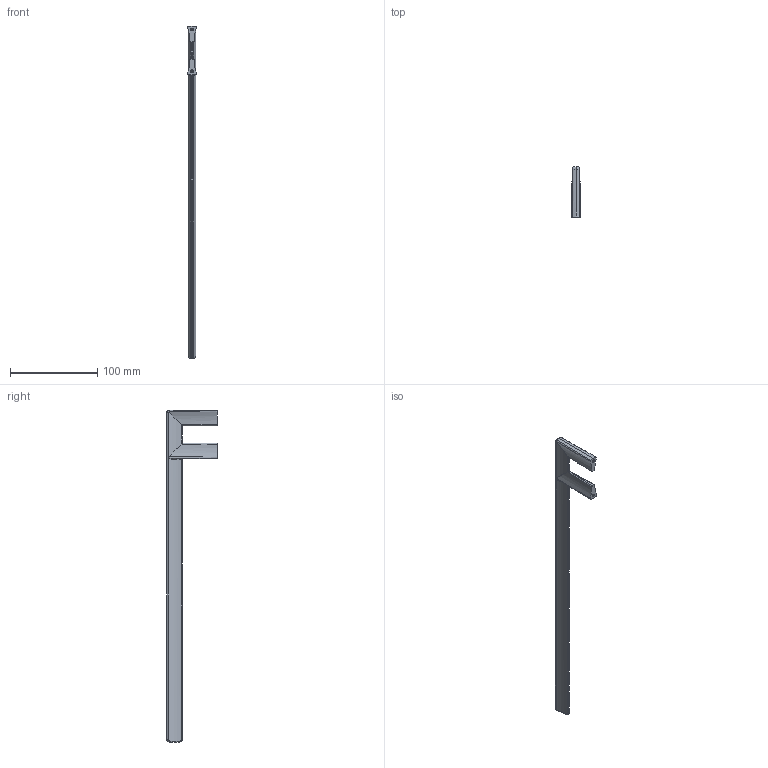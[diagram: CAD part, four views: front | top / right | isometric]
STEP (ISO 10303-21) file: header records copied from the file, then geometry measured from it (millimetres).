
FILE_DESCRIPTION(('Creo Elements/Direct Modeling STEP Export'),'2;1');
FILE_NAME('2300-380.stp','2022-05-04T10:07:21',(''),(''),'Creo Elements/Direct Modeling STEP processor for AP214 (Solid Model)','Creo Elements/Direct Modeling 20.0 12-Nov-2016 (C) Parametric Technology GmbH','');
FILE_SCHEMA(('AUTOMOTIVE_DESIGN { 1 0 10303 214 1 1 1 1 }'));
Length unit declared in the file: millimetre
Products named in the file (2): ZN-9015
Assembly tree (1 placements, depth 2):
  ZN-9015
    ZN-9015
Bounding box: 10.32 x 58 x 380.06 mm (x, y, z)
Volume: 42167.3 mm3; surface area: 21742.8 mm2
Topology: 1 solids, 1 shells, 88 faces, 213 edges, 127 vertices
Faces by surface type: bspline 52, cylinder 17, plane 9, torus 6, cone 4
Entity records: 28935 total; most frequent: CARTESIAN_POINT 27342, ORIENTED_EDGE 418, EDGE_CURVE 209, DIRECTION 159, VERTEX_POINT 127, B_SPLINE_CURVE_WITH_KNOTS 106, EDGE_LOOP 92, FACE_OUTER_BOUND 88
